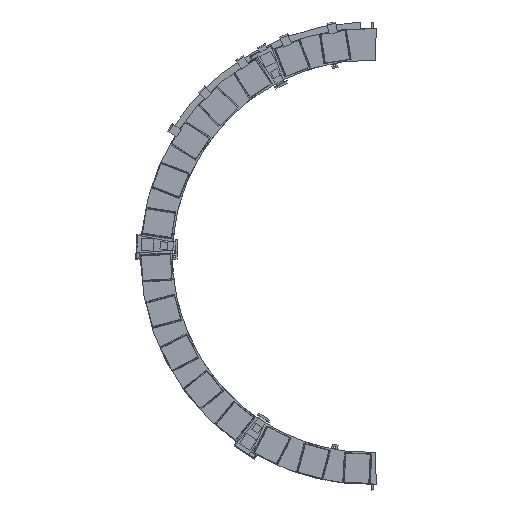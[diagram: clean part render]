
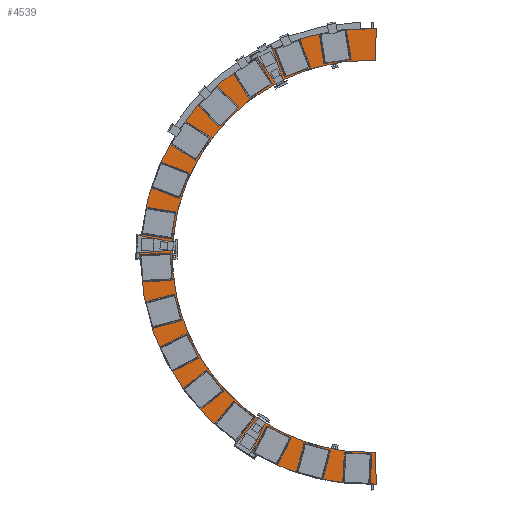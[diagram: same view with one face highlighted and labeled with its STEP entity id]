
A CAD part, top view. The second image highlights one B-rep face of the part: STEP entity #4539.
In plain terms, the highlighted planar face has unit normal (0, 0, 1).
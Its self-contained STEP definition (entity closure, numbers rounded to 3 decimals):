
#4117=CARTESIAN_POINT('',(279.366,-153.998,0.15));
#4118=DIRECTION('',(0.,0.,-1.));
#4119=DIRECTION('',(-0.545,-0.839,0.));
#4120=AXIS2_PLACEMENT_3D('',#4117,#4118,#4119);
#4122=CARTESIAN_POINT('',(0.,0.,0.15));
#4123=DIRECTION('',(0.,0.,1.));
#4124=DIRECTION('',(0.876,-0.483,0.));
#4125=AXIS2_PLACEMENT_3D('',#4122,#4123,#4124);
#4127=DIRECTION('',(-0.839,0.545,0.));
#4128=VECTOR('',#4127,4.83);
#4129=CARTESIAN_POINT('',(282.328,-158.306,0.15));
#4130=LINE('',#4129,#4128);
#4131=DIRECTION('',(0.545,0.839,0.));
#4132=VECTOR('',#4131,34.);
#4133=CARTESIAN_POINT('',(263.81,-186.821,0.15));
#4134=LINE('',#4133,#4132);
#4135=DIRECTION('',(0.839,-0.545,0.));
#4136=VECTOR('',#4135,4.353);
#4137=CARTESIAN_POINT('',(260.16,-184.45,0.15));
#4138=LINE('',#4137,#4136);
#4139=CARTESIAN_POINT('',(0.,0.,0.15));
#4140=DIRECTION('',(0.,0.,1.));
#4141=DIRECTION('',(0.02,-1.,0.));
#4142=AXIS2_PLACEMENT_3D('',#4139,#4140,#4141);
#4144=DIRECTION('',(0.052,0.999,0.));
#4145=VECTOR('',#4144,4.83);
#4146=CARTESIAN_POINT('',(4.067,-323.656,0.15));
#4147=LINE('',#4146,#4145);
#4148=DIRECTION('',(0.999,-0.052,0.));
#4149=VECTOR('',#4148,34.);
#4150=CARTESIAN_POINT('',(-29.887,-321.877,0.15));
#4151=LINE('',#4150,#4149);
#4152=DIRECTION('',(-0.052,-0.999,0.));
#4153=VECTOR('',#4152,4.353);
#4154=CARTESIAN_POINT('',(-29.659,-317.53,0.15));
#4155=LINE('',#4154,#4153);
#4156=CARTESIAN_POINT('',(0.,0.,0.15));
#4157=DIRECTION('',(0.,0.,1.));
#4158=DIRECTION('',(-0.856,-0.517,0.));
#4159=AXIS2_PLACEMENT_3D('',#4156,#4157,#4158);
#4161=DIRECTION('',(0.891,0.454,0.));
#4162=VECTOR('',#4161,4.83);
#4163=CARTESIAN_POINT('',(-278.261,-165.35,0.15));
#4164=LINE('',#4163,#4162);
#4165=DIRECTION('',(0.454,-0.891,0.));
#4166=VECTOR('',#4165,34.);
#4167=CARTESIAN_POINT('',(-293.697,-135.056,0.15));
#4168=LINE('',#4167,#4166);
#4169=DIRECTION('',(-0.891,-0.454,0.));
#4170=VECTOR('',#4169,4.353);
#4171=CARTESIAN_POINT('',(-289.819,-133.08,0.15));
#4172=LINE('',#4171,#4170);
#4173=CARTESIAN_POINT('',(0.,0.,0.15));
#4174=DIRECTION('',(0.,0.,1.));
#4175=DIRECTION('',(-0.999,0.035,0.));
#4176=AXIS2_PLACEMENT_3D('',#4173,#4174,#4175);
#4178=DIRECTION('',(-0.999,0.035,0.));
#4179=VECTOR('',#4178,44.);
#4180=CARTESIAN_POINT('',(-272.834,9.528,0.15));
#4181=LINE('',#4180,#4179);
#4182=CARTESIAN_POINT('',(0.,0.,0.15));
#4183=DIRECTION('',(0.,0.,-1.));
#4184=DIRECTION('',(0.999,0.035,0.));
#4185=AXIS2_PLACEMENT_3D('',#4182,#4183,#4184);
#4187=DIRECTION('',(-0.999,-0.035,0.));
#4188=VECTOR('',#4187,44.);
#4189=CARTESIAN_POINT('',(316.807,11.063,0.15));
#4190=LINE('',#4189,#4188);
#4219=CARTESIAN_POINT('',(-290.727,-131.298,0.15));
#4220=DIRECTION('',(0.,0.,-1.));
#4221=DIRECTION('',(0.911,0.412,0.));
#4222=AXIS2_PLACEMENT_3D('',#4219,#4220,#4221);
#4250=CARTESIAN_POINT('',(-273.05,-164.939,0.15));
#4251=DIRECTION('',(0.,0.,-1.));
#4252=DIRECTION('',(-0.454,0.891,0.));
#4253=AXIS2_PLACEMENT_3D('',#4250,#4251,#4252);
#4267=CARTESIAN_POINT('',(-31.656,-317.425,0.15));
#4268=DIRECTION('',(0.,0.,-1.));
#4269=DIRECTION('',(0.099,0.995,0.));
#4270=AXIS2_PLACEMENT_3D('',#4267,#4268,#4269);
#4298=CARTESIAN_POINT('',(6.317,-318.937,0.15));
#4299=DIRECTION('',(0.,0.,-1.));
#4300=DIRECTION('',(-0.999,0.052,0.));
#4301=AXIS2_PLACEMENT_3D('',#4298,#4299,#4300);
#4303=CARTESIAN_POINT('',(259.07,-186.128,0.15));
#4304=DIRECTION('',(0.,0.,-1.));
#4305=DIRECTION('',(-0.812,0.583,0.));
#4306=AXIS2_PLACEMENT_3D('',#4303,#4304,#4305);
#4325=CARTESIAN_POINT('',(272.834,9.528,0.15));
#4326=CARTESIAN_POINT('',(-272.834,9.528,0.15));
#4327=VERTEX_POINT('',#4325);
#4328=VERTEX_POINT('',#4326);
#4333=CARTESIAN_POINT('',(316.807,11.063,0.15));
#4334=VERTEX_POINT('',#4333);
#4335=CARTESIAN_POINT('',(-316.807,11.063,0.15));
#4336=VERTEX_POINT('',#4335);
#4337=CARTESIAN_POINT('',(-293.697,-135.056,0.15));
#4338=CARTESIAN_POINT('',(-278.261,-165.35,0.15));
#4339=VERTEX_POINT('',#4337);
#4340=VERTEX_POINT('',#4338);
#4345=CARTESIAN_POINT('',(-288.904,-130.474,0.15));
#4347=VERTEX_POINT('',#4345);
#4349=CARTESIAN_POINT('',(-289.819,-133.08,0.15));
#4351=VERTEX_POINT('',#4349);
#4354=CARTESIAN_POINT('',(-271.338,-163.905,0.15));
#4356=VERTEX_POINT('',#4354);
#4358=CARTESIAN_POINT('',(-273.958,-163.157,0.15));
#4360=VERTEX_POINT('',#4358);
#4361=CARTESIAN_POINT('',(-29.887,-321.877,0.15));
#4362=CARTESIAN_POINT('',(4.067,-323.656,0.15));
#4363=VERTEX_POINT('',#4361);
#4364=VERTEX_POINT('',#4362);
#4369=CARTESIAN_POINT('',(-31.458,-315.435,0.15));
#4370=CARTESIAN_POINT('',(-29.659,-317.53,0.15));
#4371=VERTEX_POINT('',#4369);
#4372=VERTEX_POINT('',#4370);
#4381=CARTESIAN_POINT('',(4.32,-318.833,0.15));
#4382=CARTESIAN_POINT('',(6.277,-316.938,0.15));
#4383=VERTEX_POINT('',#4381);
#4384=VERTEX_POINT('',#4382);
#4385=CARTESIAN_POINT('',(263.81,-186.821,0.15));
#4386=CARTESIAN_POINT('',(282.328,-158.306,0.15));
#4387=VERTEX_POINT('',#4385);
#4388=VERTEX_POINT('',#4386);
#4393=CARTESIAN_POINT('',(257.446,-184.961,0.15));
#4394=CARTESIAN_POINT('',(260.16,-184.45,0.15));
#4395=VERTEX_POINT('',#4393);
#4396=VERTEX_POINT('',#4394);
#4405=CARTESIAN_POINT('',(278.277,-155.676,0.15));
#4406=CARTESIAN_POINT('',(277.615,-153.033,0.15));
#4407=VERTEX_POINT('',#4405);
#4408=VERTEX_POINT('',#4406);
#4490=CARTESIAN_POINT('',(0.,0.,0.15));
#4491=DIRECTION('',(0.,0.,1.));
#4492=DIRECTION('',(1.,0.,0.));
#4493=AXIS2_PLACEMENT_3D('',#4490,#4491,#4492);
#4494=PLANE('',#4493);
#4496=ORIENTED_EDGE('',*,*,#4495,.F.);
#4497=ORIENTED_EDGE('',*,*,#4483,.F.);
#4498=ORIENTED_EDGE('',*,*,#4471,.F.);
#4500=ORIENTED_EDGE('',*,*,#4499,.F.);
#4502=ORIENTED_EDGE('',*,*,#4501,.F.);
#4504=ORIENTED_EDGE('',*,*,#4503,.F.);
#4506=ORIENTED_EDGE('',*,*,#4505,.F.);
#4508=ORIENTED_EDGE('',*,*,#4507,.F.);
#4510=ORIENTED_EDGE('',*,*,#4509,.F.);
#4512=ORIENTED_EDGE('',*,*,#4511,.F.);
#4514=ORIENTED_EDGE('',*,*,#4513,.F.);
#4516=ORIENTED_EDGE('',*,*,#4515,.F.);
#4518=ORIENTED_EDGE('',*,*,#4517,.F.);
#4520=ORIENTED_EDGE('',*,*,#4519,.F.);
#4522=ORIENTED_EDGE('',*,*,#4521,.F.);
#4524=ORIENTED_EDGE('',*,*,#4523,.F.);
#4526=ORIENTED_EDGE('',*,*,#4525,.F.);
#4528=ORIENTED_EDGE('',*,*,#4527,.F.);
#4530=ORIENTED_EDGE('',*,*,#4529,.F.);
#4532=ORIENTED_EDGE('',*,*,#4531,.F.);
#4534=ORIENTED_EDGE('',*,*,#4533,.F.);
#4536=ORIENTED_EDGE('',*,*,#4535,.F.);
#4537=EDGE_LOOP('',(#4496,#4497,#4498,#4500,#4502,#4504,#4506,#4508,#4510,#4512,
#4514,#4516,#4518,#4520,#4522,#4524,#4526,#4528,#4530,#4532,#4534,#4536));
#4538=FACE_OUTER_BOUND('',#4537,.F.);
#4121=CIRCLE('',#4120,2.);
#4126=CIRCLE('',#4125,317.);
#4143=CIRCLE('',#4142,317.);
#4160=CIRCLE('',#4159,317.);
#4177=CIRCLE('',#4176,317.);
#4186=CIRCLE('',#4185,273.);
#4223=CIRCLE('',#4222,2.);
#4254=CIRCLE('',#4253,2.);
#4271=CIRCLE('',#4270,2.);
#4302=CIRCLE('',#4301,2.);
#4307=CIRCLE('',#4306,2.);
#4471=EDGE_CURVE('',#4388,#4407,#4130,.T.);
#4483=EDGE_CURVE('',#4407,#4408,#4121,.T.);
#4495=EDGE_CURVE('',#4408,#4334,#4126,.T.);
#4499=EDGE_CURVE('',#4387,#4388,#4134,.T.);
#4501=EDGE_CURVE('',#4396,#4387,#4138,.T.);
#4503=EDGE_CURVE('',#4395,#4396,#4307,.T.);
#4505=EDGE_CURVE('',#4384,#4395,#4143,.T.);
#4507=EDGE_CURVE('',#4383,#4384,#4302,.T.);
#4509=EDGE_CURVE('',#4364,#4383,#4147,.T.);
#4511=EDGE_CURVE('',#4363,#4364,#4151,.T.);
#4513=EDGE_CURVE('',#4372,#4363,#4155,.T.);
#4515=EDGE_CURVE('',#4371,#4372,#4271,.T.);
#4517=EDGE_CURVE('',#4356,#4371,#4160,.T.);
#4519=EDGE_CURVE('',#4360,#4356,#4254,.T.);
#4521=EDGE_CURVE('',#4340,#4360,#4164,.T.);
#4523=EDGE_CURVE('',#4339,#4340,#4168,.T.);
#4525=EDGE_CURVE('',#4351,#4339,#4172,.T.);
#4527=EDGE_CURVE('',#4347,#4351,#4223,.T.);
#4529=EDGE_CURVE('',#4336,#4347,#4177,.T.);
#4531=EDGE_CURVE('',#4328,#4336,#4181,.T.);
#4533=EDGE_CURVE('',#4327,#4328,#4186,.T.);
#4535=EDGE_CURVE('',#4334,#4327,#4190,.T.);
#4539=ADVANCED_FACE('',(#4538),#4494,.T.);
